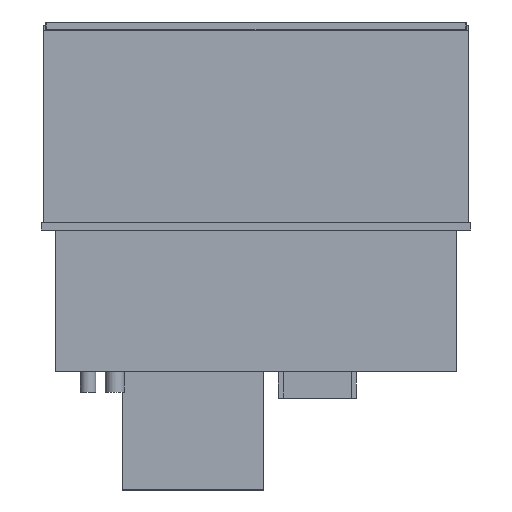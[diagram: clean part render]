
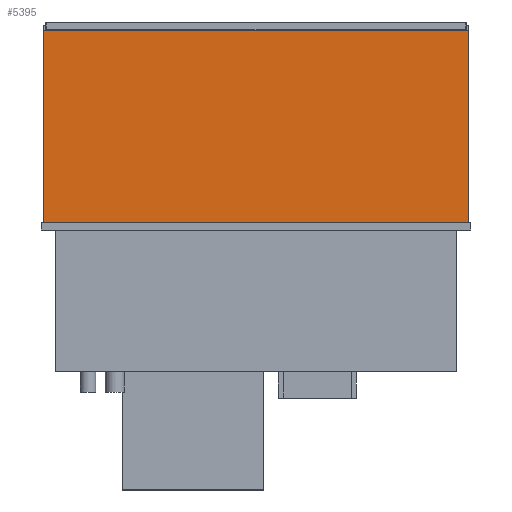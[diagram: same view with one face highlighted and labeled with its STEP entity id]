
A CAD part, top view. The second image highlights one B-rep face of the part: STEP entity #5395.
In plain terms, the highlighted planar face has unit normal (0, 0, 1).
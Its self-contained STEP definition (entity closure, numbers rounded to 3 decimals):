
#329=PLANE('',#5806);
#648=FACE_OUTER_BOUND('',#980,.T.);
#980=EDGE_LOOP('',(#4852,#4853,#4854,#4855));
#1594=LINE('',#8501,#2284);
#1597=LINE('',#8507,#2287);
#1600=LINE('',#8513,#2290);
#1603=LINE('',#8517,#2293);
#2284=VECTOR('',#6994,10.);
#2287=VECTOR('',#6999,10.);
#2290=VECTOR('',#7004,10.);
#2293=VECTOR('',#7009,10.);
#2852=VERTEX_POINT('',#8498);
#2853=VERTEX_POINT('',#8500);
#2855=VERTEX_POINT('',#8506);
#2857=VERTEX_POINT('',#8512);
#3530=EDGE_CURVE('',#2853,#2852,#1594,.T.);
#3533=EDGE_CURVE('',#2855,#2853,#1597,.T.);
#3536=EDGE_CURVE('',#2857,#2855,#1600,.T.);
#3539=EDGE_CURVE('',#2852,#2857,#1603,.T.);
#4852=ORIENTED_EDGE('',*,*,#3539,.T.);
#4853=ORIENTED_EDGE('',*,*,#3536,.T.);
#4854=ORIENTED_EDGE('',*,*,#3533,.T.);
#4855=ORIENTED_EDGE('',*,*,#3530,.T.);
#5395=ADVANCED_FACE('',(#648),#329,.T.);
#5806=AXIS2_PLACEMENT_3D('',#8518,#7010,#7011);
#6994=DIRECTION('',(0.,-1.,0.));
#6999=DIRECTION('',(-1.,0.,0.));
#7004=DIRECTION('',(0.,1.,0.));
#7009=DIRECTION('',(1.,0.,0.));
#7010=DIRECTION('center_axis',(0.,0.,1.));
#7011=DIRECTION('ref_axis',(1.,0.,0.));
#8498=CARTESIAN_POINT('',(-557.5,20.,347.5));
#8500=CARTESIAN_POINT('',(-557.5,524.,347.5));
#8501=CARTESIAN_POINT('',(-557.5,524.,347.5));
#8506=CARTESIAN_POINT('',(557.5,524.,347.5));
#8507=CARTESIAN_POINT('',(557.5,524.,347.5));
#8512=CARTESIAN_POINT('',(557.5,20.,347.5));
#8513=CARTESIAN_POINT('',(557.5,20.,347.5));
#8517=CARTESIAN_POINT('',(-557.5,20.,347.5));
#8518=CARTESIAN_POINT('Origin',(0.,272.,347.5));
